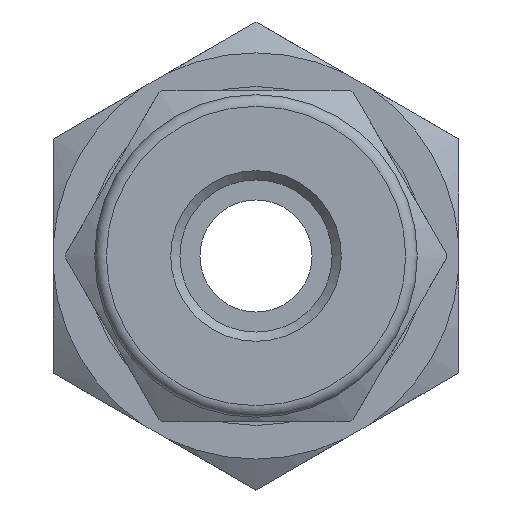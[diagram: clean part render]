
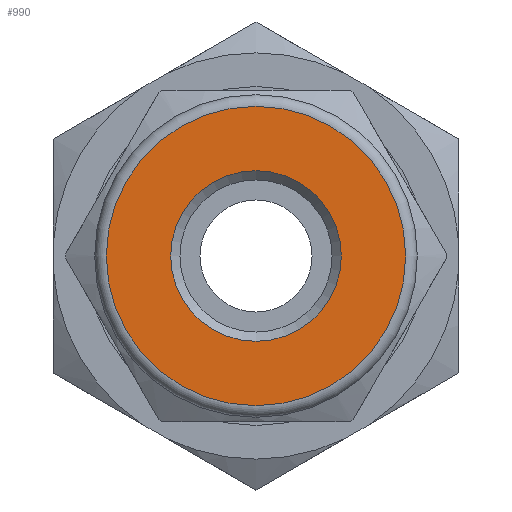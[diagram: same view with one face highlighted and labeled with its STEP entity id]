
A CAD part, left-side view. The second image highlights one B-rep face of the part: STEP entity #990.
In plain terms, the highlighted planar face has unit normal (-1, 0, 0).
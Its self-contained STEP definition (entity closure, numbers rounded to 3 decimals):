
#19=FACE_BOUND('',#218,.T.);
#72=CIRCLE('',#1102,3.675);
#73=CIRCLE('',#1104,6.45);
#152=FACE_OUTER_BOUND('',#217,.T.);
#217=EDGE_LOOP('',(#756));
#218=EDGE_LOOP('',(#757));
#444=VERTEX_POINT('',#1630);
#445=VERTEX_POINT('',#1634);
#562=EDGE_CURVE('',#444,#444,#72,.T.);
#563=EDGE_CURVE('',#445,#445,#73,.T.);
#756=ORIENTED_EDGE('',*,*,#563,.F.);
#757=ORIENTED_EDGE('',*,*,#562,.T.);
#952=PLANE('',#1103);
#990=ADVANCED_FACE('',(#152,#19),#952,.T.);
#1102=AXIS2_PLACEMENT_3D('',#1632,#1306,#1307);
#1103=AXIS2_PLACEMENT_3D('',#1633,#1308,#1309);
#1104=AXIS2_PLACEMENT_3D('',#1635,#1310,#1311);
#1306=DIRECTION('center_axis',(1.,0.,0.));
#1307=DIRECTION('ref_axis',(0.,0.,-1.));
#1308=DIRECTION('center_axis',(-1.,0.,0.));
#1309=DIRECTION('ref_axis',(0.,0.,1.));
#1310=DIRECTION('center_axis',(1.,0.,0.));
#1311=DIRECTION('ref_axis',(0.,0.,-1.));
#1630=CARTESIAN_POINT('',(0.005,-3.675,0.));
#1632=CARTESIAN_POINT('Origin',(0.005,0.,
0.));
#1633=CARTESIAN_POINT('Origin',(0.005,6.45,0.));
#1634=CARTESIAN_POINT('',(0.005,0.,6.45));
#1635=CARTESIAN_POINT('Origin',(0.005,0.,
0.));
